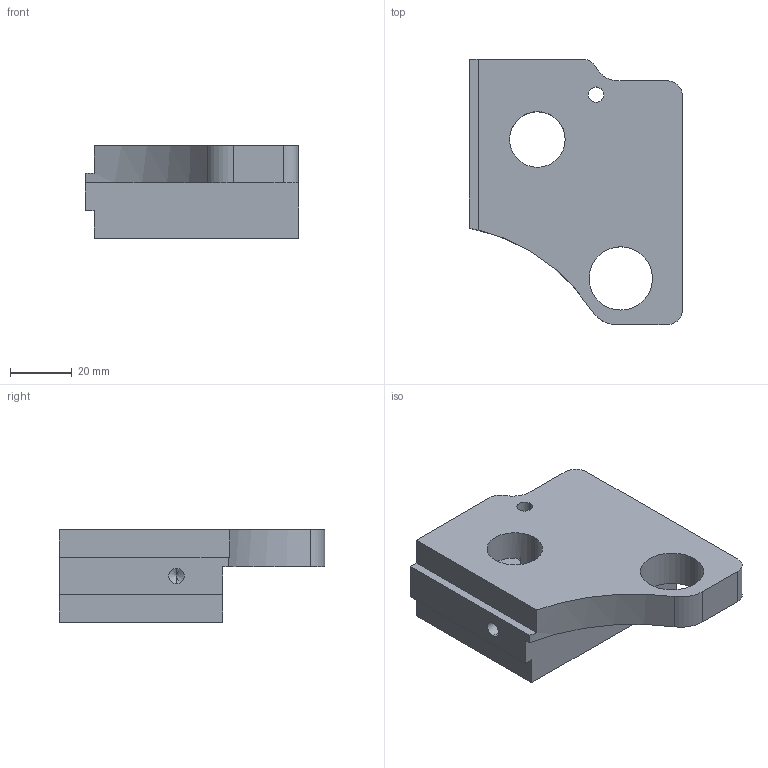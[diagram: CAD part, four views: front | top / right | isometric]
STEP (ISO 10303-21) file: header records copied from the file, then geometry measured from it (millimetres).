
FILE_DESCRIPTION (( 'STEP AP214' ), '1' );
FILE_NAME ('521301.STEP', '2021-05-10T15:50:34', ( '' ), ( '' ), 'SwSTEP 2.0', 'SolidWorks 2016', '' );
FILE_SCHEMA (( 'AUTOMOTIVE_DESIGN' ));
Length unit declared in the file: millimetre
Products named in the file (1): 521301
Bounding box: 69 x 86 x 30 mm (x, y, z)
Volume: 93409.1 mm3; surface area: 21276.5 mm2
Topology: 1 solids, 1 shells, 48 faces, 137 edges, 88 vertices
Faces by surface type: cylinder 25, plane 19, cone 4
Entity records: 1630 total; most frequent: DIRECTION 284, CARTESIAN_POINT 270, ORIENTED_EDGE 266, EDGE_CURVE 133, AXIS2_PLACEMENT_3D 102, VERTEX_POINT 88, VECTOR 80, LINE 80
